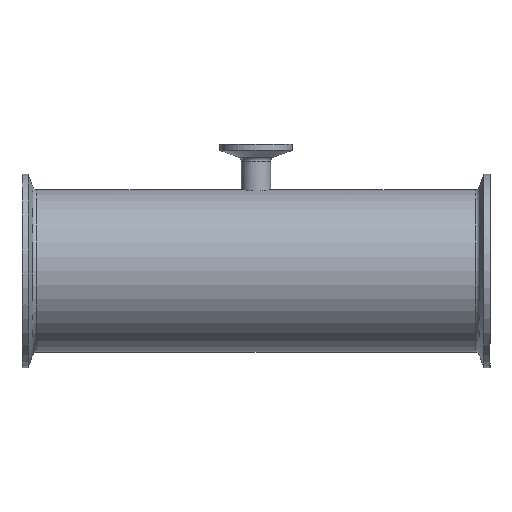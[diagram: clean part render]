
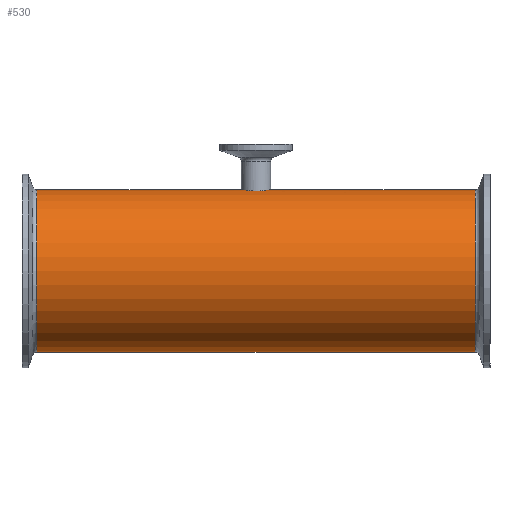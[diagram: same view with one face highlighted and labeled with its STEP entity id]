
A CAD part, front view. The second image highlights one B-rep face of the part: STEP entity #530.
In plain terms, the highlighted cylindrical face has radius 38.15 mm (diameter 76.3 mm), a full revolution.
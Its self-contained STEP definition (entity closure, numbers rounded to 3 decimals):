
#19=FACE_BOUND('',#139,.T.);
#29=B_SPLINE_CURVE_WITH_KNOTS('',3,(#876,#877,#878,#879,#880,#881,#882,
#883,#884,#885),.UNSPECIFIED.,.F.,.F.,(4,2,2,2,4),(0.,0.261,
0.521,0.782,1.042),.UNSPECIFIED.);
#30=B_SPLINE_CURVE_WITH_KNOTS('',3,(#886,#887,#888,#889,#890,#891,#892,
#893,#894,#895,#896,#897,#898,#899,#900,#901,#902,#903,#904,#905,#906,#907,
#908,#909,#910,#911),.UNSPECIFIED.,.F.,.F.,(4,2,2,2,2,2,2,2,2,2,2,2,4),
(1.042,1.303,1.563,1.824,2.084,
2.345,2.605,2.866,3.126,3.387,
3.647,3.908,4.168),.UNSPECIFIED.);
#35=CYLINDRICAL_SURFACE('',#622,38.15);
#48=LINE('',#999,#64);
#64=VECTOR('',#787,38.15);
#100=FACE_OUTER_BOUND('',#138,.T.);
#138=EDGE_LOOP('',(#427,#428,#429,#430,#431,#432));
#139=EDGE_LOOP('',(#433,#434));
#192=CIRCLE('',#618,38.15);
#193=CIRCLE('',#619,38.15);
#195=CIRCLE('',#623,38.15);
#196=CIRCLE('',#624,38.15);
#219=VERTEX_POINT('',#873);
#220=VERTEX_POINT('',#875);
#245=VERTEX_POINT('',#985);
#246=VERTEX_POINT('',#987);
#248=VERTEX_POINT('',#995);
#249=VERTEX_POINT('',#996);
#272=EDGE_CURVE('',#220,#219,#29,.T.);
#273=EDGE_CURVE('',#219,#220,#30,.T.);
#309=EDGE_CURVE('',#245,#246,#192,.T.);
#310=EDGE_CURVE('',#246,#245,#193,.T.);
#313=EDGE_CURVE('',#248,#249,#195,.T.);
#314=EDGE_CURVE('',#249,#248,#196,.T.);
#315=EDGE_CURVE('',#249,#246,#48,.T.);
#427=ORIENTED_EDGE('',*,*,#313,.F.);
#428=ORIENTED_EDGE('',*,*,#314,.F.);
#429=ORIENTED_EDGE('',*,*,#315,.T.);
#430=ORIENTED_EDGE('',*,*,#309,.F.);
#431=ORIENTED_EDGE('',*,*,#310,.F.);
#432=ORIENTED_EDGE('',*,*,#315,.F.);
#433=ORIENTED_EDGE('',*,*,#272,.T.);
#434=ORIENTED_EDGE('',*,*,#273,.T.);
#530=ADVANCED_FACE('',(#100,#19),#35,.T.);
#618=AXIS2_PLACEMENT_3D('',#988,#772,#773);
#619=AXIS2_PLACEMENT_3D('',#989,#774,#775);
#622=AXIS2_PLACEMENT_3D('',#994,#781,#782);
#623=AXIS2_PLACEMENT_3D('',#997,#783,#784);
#624=AXIS2_PLACEMENT_3D('',#998,#785,#786);
#772=DIRECTION('center_axis',(-1.,0.,0.));
#773=DIRECTION('ref_axis',(0.,0.,-1.));
#774=DIRECTION('center_axis',(-1.,0.,0.));
#775=DIRECTION('ref_axis',(0.,0.,-1.));
#781=DIRECTION('center_axis',(1.,0.,0.));
#782=DIRECTION('ref_axis',(0.,1.,0.));
#783=DIRECTION('center_axis',(1.,0.,0.));
#784=DIRECTION('ref_axis',(0.,0.,-1.));
#785=DIRECTION('center_axis',(1.,0.,0.));
#786=DIRECTION('ref_axis',(0.,0.,-1.));
#787=DIRECTION('',(-1.,0.,0.));
#873=CARTESIAN_POINT('',(-6.9,0.,38.15));
#875=CARTESIAN_POINT('',(0.,-6.9,37.521));
#876=CARTESIAN_POINT('Ctrl Pts',(0.,-6.9,37.521));
#877=CARTESIAN_POINT('Ctrl Pts',(-0.868,-6.9,37.521));
#878=CARTESIAN_POINT('Ctrl Pts',(-1.793,-6.726,37.554));
#879=CARTESIAN_POINT('Ctrl Pts',(-3.493,-6.021,37.674));
#880=CARTESIAN_POINT('Ctrl Pts',(-4.267,-5.491,37.758));
#881=CARTESIAN_POINT('Ctrl Pts',(-5.491,-4.268,37.916));
#882=CARTESIAN_POINT('Ctrl Pts',(-6.021,-3.493,37.999));
#883=CARTESIAN_POINT('Ctrl Pts',(-6.726,-1.793,38.117));
#884=CARTESIAN_POINT('Ctrl Pts',(-6.9,-0.868,38.15));
#885=CARTESIAN_POINT('Ctrl Pts',(-6.9,0.,38.15));
#886=CARTESIAN_POINT('Ctrl Pts',(-6.9,0.,38.15));
#887=CARTESIAN_POINT('Ctrl Pts',(-6.9,0.868,38.15));
#888=CARTESIAN_POINT('Ctrl Pts',(-6.726,1.793,38.117));
#889=CARTESIAN_POINT('Ctrl Pts',(-6.021,3.493,37.999));
#890=CARTESIAN_POINT('Ctrl Pts',(-5.491,4.268,37.916));
#891=CARTESIAN_POINT('Ctrl Pts',(-4.267,5.491,37.758));
#892=CARTESIAN_POINT('Ctrl Pts',(-3.493,6.021,37.674));
#893=CARTESIAN_POINT('Ctrl Pts',(-1.793,6.726,37.554));
#894=CARTESIAN_POINT('Ctrl Pts',(-0.868,6.9,37.521));
#895=CARTESIAN_POINT('Ctrl Pts',(0.868,6.9,37.521));
#896=CARTESIAN_POINT('Ctrl Pts',(1.793,6.726,37.554));
#897=CARTESIAN_POINT('Ctrl Pts',(3.493,6.021,37.674));
#898=CARTESIAN_POINT('Ctrl Pts',(4.267,5.491,37.758));
#899=CARTESIAN_POINT('Ctrl Pts',(5.491,4.268,37.916));
#900=CARTESIAN_POINT('Ctrl Pts',(6.021,3.493,37.999));
#901=CARTESIAN_POINT('Ctrl Pts',(6.726,1.793,38.117));
#902=CARTESIAN_POINT('Ctrl Pts',(6.9,0.868,38.15));
#903=CARTESIAN_POINT('Ctrl Pts',(6.9,-0.868,38.15));
#904=CARTESIAN_POINT('Ctrl Pts',(6.726,-1.793,38.117));
#905=CARTESIAN_POINT('Ctrl Pts',(6.021,-3.493,37.999));
#906=CARTESIAN_POINT('Ctrl Pts',(5.491,-4.268,37.916));
#907=CARTESIAN_POINT('Ctrl Pts',(4.267,-5.491,37.758));
#908=CARTESIAN_POINT('Ctrl Pts',(3.493,-6.021,37.674));
#909=CARTESIAN_POINT('Ctrl Pts',(1.793,-6.726,37.554));
#910=CARTESIAN_POINT('Ctrl Pts',(0.868,-6.9,37.521));
#911=CARTESIAN_POINT('Ctrl Pts',(0.,-6.9,37.521));
#985=CARTESIAN_POINT('',(-103.074,0.,38.15));
#987=CARTESIAN_POINT('',(-103.074,-38.15,0.));
#988=CARTESIAN_POINT('Origin',(-103.074,0.,0.));
#989=CARTESIAN_POINT('Origin',(-103.074,0.,0.));
#994=CARTESIAN_POINT('Origin',(0.,0.,0.));
#995=CARTESIAN_POINT('',(103.074,0.,-38.15));
#996=CARTESIAN_POINT('',(103.074,-38.15,0.));
#997=CARTESIAN_POINT('Origin',(103.074,0.,0.));
#998=CARTESIAN_POINT('Origin',(103.074,0.,0.));
#999=CARTESIAN_POINT('',(0.,-38.15,0.));
